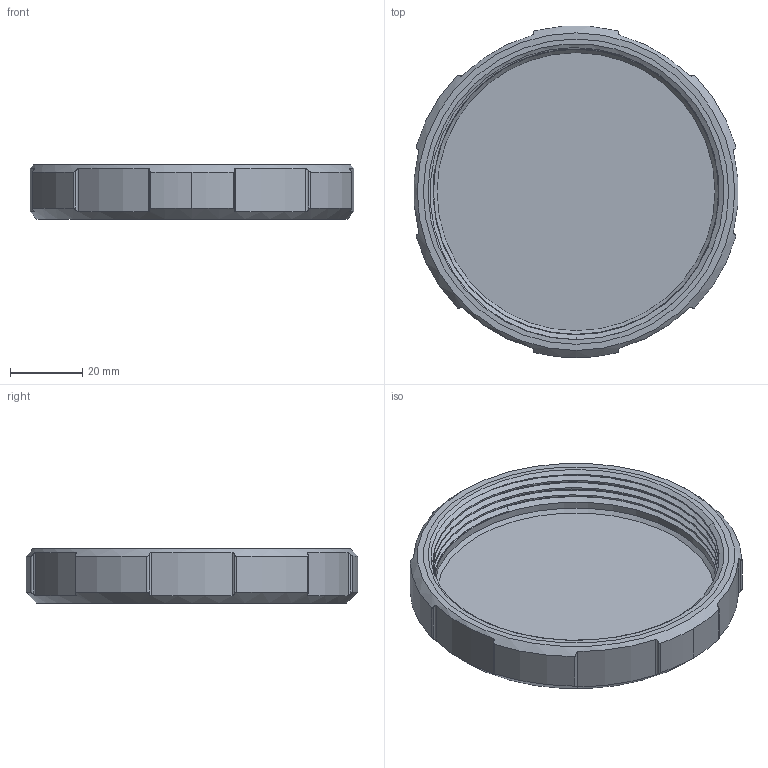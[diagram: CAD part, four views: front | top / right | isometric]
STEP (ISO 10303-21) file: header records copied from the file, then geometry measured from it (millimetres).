
FILE_DESCRIPTION(('FreeCAD Model'),'2;1');
FILE_NAME('Open CASCADE Shape Model','2025-11-09T17:12:56',(''),(''), 'Open CASCADE STEP processor 7.8','FreeCAD','Unknown');
FILE_SCHEMA(('AUTOMOTIVE_DESIGN { 1 0 10303 214 1 1 1 1 }'));
Length unit declared in the file: millimetre
Products named in the file (1): Cover
Bounding box: 89.64 x 91.79 x 15 mm (x, y, z)
Volume: 30571.2 mm3; surface area: 21096.3 mm2
Topology: 1 solids, 1 shells, 67 faces, 191 edges, 128 vertices
Faces by surface type: cylinder 43, bspline 15, cone 5, plane 4
Full cylindrical faces by diameter (mm): 79 x1, 81.952 x3
Entity records: 3568 total; most frequent: CARTESIAN_POINT 2058, ORIENTED_EDGE 382, DIRECTION 198, EDGE_CURVE 191, VERTEX_POINT 128, B_SPLINE_CURVE_WITH_KNOTS 122, AXIS2_PLACEMENT_3D 76, FACE_BOUND 69
